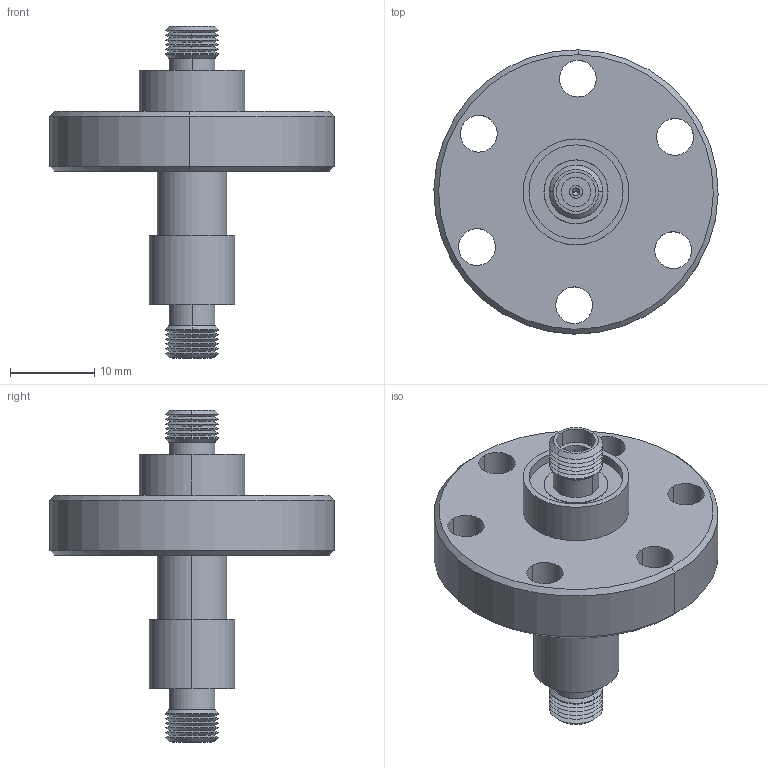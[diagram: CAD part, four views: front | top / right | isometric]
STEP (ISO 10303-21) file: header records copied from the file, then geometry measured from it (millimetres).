
FILE_DESCRIPTION (( 'STEP AP203' ), '1' );
FILE_NAME ('A1835-1-CF.STEP', '2011-10-11T19:09:40', ( '' ), ( '' ), 'SwSTEP 2.0', 'SolidWorks 2011', '' );
FILE_SCHEMA (( 'CONFIG_CONTROL_DESIGN' ));
Length unit declared in the file: inch
Products named in the file (1): A1835-1-CF
Bounding box: 33.78 x 33.78 x 39.45 mm (x, y, z)
Volume: 6994.2 mm3; surface area: 5025.6 mm2
Topology: 1 solids, 2 shells, 192 faces, 471 edges, 298 vertices
Faces by surface type: cone 69, cylinder 68, plane 55
Entity records: 5794 total; most frequent: DIRECTION 1111, CARTESIAN_POINT 954, ORIENTED_EDGE 926, EDGE_CURVE 463, AXIS2_PLACEMENT_3D 455, VERTEX_POINT 298, CIRCLE 262, EDGE_LOOP 227
